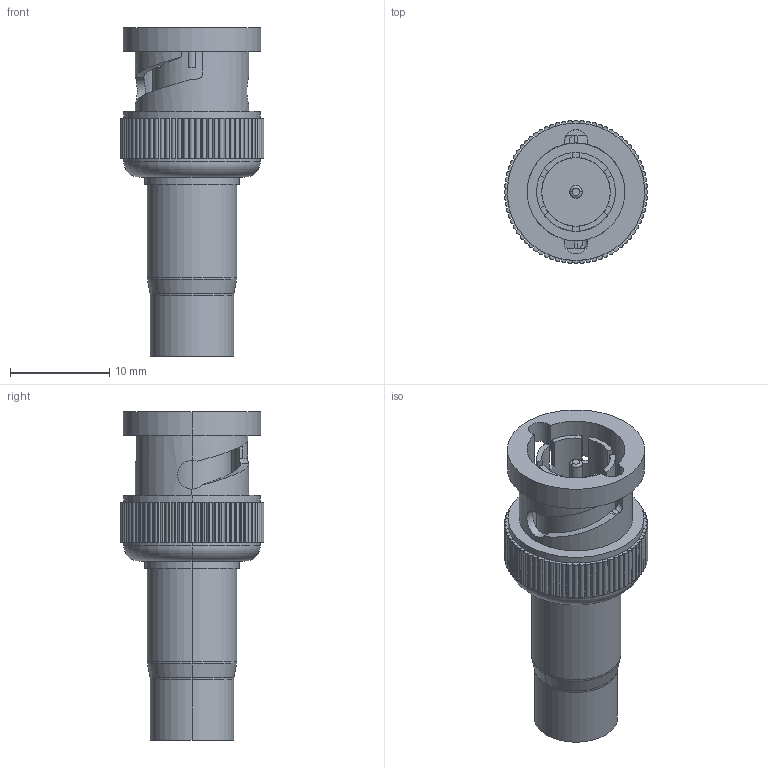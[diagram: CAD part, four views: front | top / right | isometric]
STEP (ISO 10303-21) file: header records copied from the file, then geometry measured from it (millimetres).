
FILE_DESCRIPTION (( 'STEP AP214' ), '1' );
FILE_NAME ('BAC042.STEP', '2006-07-20T19:13:59', ( ' ' ), ( ' ' ), 'SwSTEP 2.0', 'SolidWorks 2005354', '' );
FILE_SCHEMA (( 'AUTOMOTIVE_DESIGN' ));
Length unit declared in the file: inch
Products named in the file (3): BAC042_with flange; BAC042-MA1; BAC042
Assembly tree (2 placements, depth 2):
  BAC042
    BAC042_with flange
    BAC042-MA1
Bounding box: 14.48 x 14.48 x 33.11 mm (x, y, z)
Volume: 1668 mm3; surface area: 3256.7 mm2
Topology: 2 solids, 2 shells, 349 faces, 991 edges, 652 vertices
Faces by surface type: plane 184, cylinder 139, torus 14, bspline 8, cone 4
Entity records: 12356 total; most frequent: CARTESIAN_POINT 2915, ORIENTED_EDGE 1982, DIRECTION 1947, EDGE_CURVE 991, AXIS2_PLACEMENT_3D 660, VERTEX_POINT 652, VECTOR 627, LINE 627
